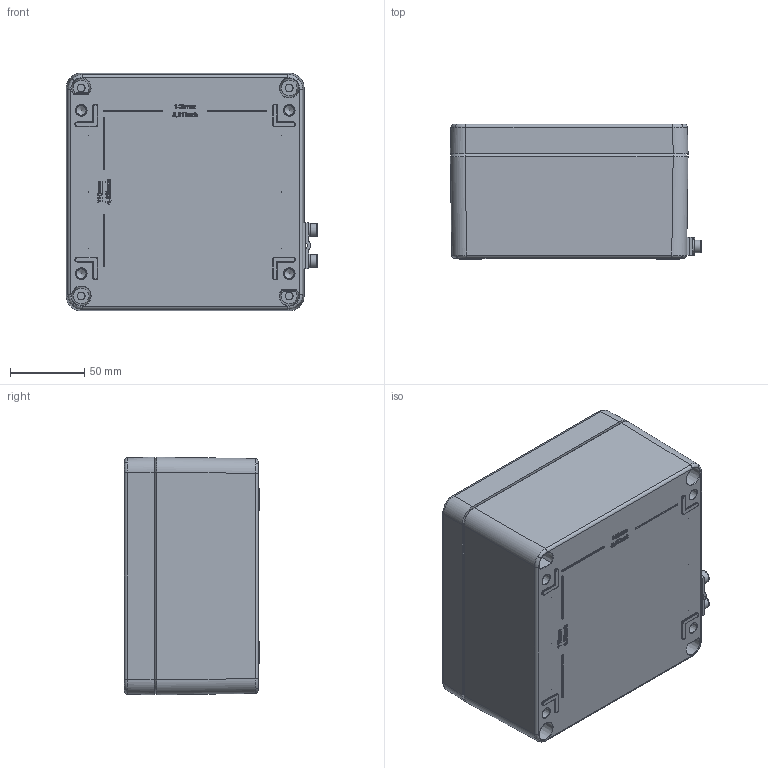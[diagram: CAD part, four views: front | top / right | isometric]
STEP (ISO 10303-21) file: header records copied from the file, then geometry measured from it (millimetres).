
FILE_DESCRIPTION(/* description */ (''),/* implementation_level */ '2;1');
FILE_NAME(/* name */ '15161609000-RST.stp',/* time_stamp */ '2021-09-08T10:45:38+02:00',/* author */ ('sl'),/* organization */ (''),/* preprocessor_version */ 'ST-DEVELOPER v16.5',/* originating_system */ 'Autodesk Inventor 2017',/* authorisation */ '');
FILE_SCHEMA (('AUTOMOTIVE_DESIGN { 1 0 10303 214 3 1 1 }'));
Products named in the file (13): Alu-Ex-Gehäuse-19-BG-0001-15_161609_000; Deckel-Alu-Ex-Gehäuse-19-BG-0002-15_161609_000; Deckel-Alu-Ex-Gehäuse-19-BT-0001-15_161609_000; Deckellippe-Alu-Ex-Gehäuse-19-BT-0003-15_161609_00
0; Erdung92081; UT-Alu-Ex-Gehäuse-19-BG-0003-15_161609_000; UT-Alu-Ex-Gehäuse-19-BT-0002-15_161609_000; Dop-Erdungsschraube1; Dop-Erdungsschraube-Teil1; Dop-Erdungsschraube-Teil6; Dop-Erdungsschraube-Teil5; Dop-Erdungsschraube-Teil7; SchraubeM6x25-10
Assembly tree (17 placements, depth 4):
  Alu-Ex-Gehäuse-19-BG-0001-15_161609_000
    Deckel-Alu-Ex-Gehäuse-19-BG-0002-15_161609_000
      Deckel-Alu-Ex-Gehäuse-19-BT-0001-15_161609_000
      Deckellippe-Alu-Ex-Gehäuse-19-BT-0003-15_161609_00
0
      Erdung92081
    UT-Alu-Ex-Gehäuse-19-BG-0003-15_161609_000
      UT-Alu-Ex-Gehäuse-19-BT-0002-15_161609_000
      Dop-Erdungsschraube1
        Dop-Erdungsschraube-Teil1
        Dop-Erdungsschraube-Teil5  x2
        Dop-Erdungsschraube-Teil6
        Dop-Erdungsschraube-Teil7  x2
    SchraubeM6x25-10  x4
Bounding box: 169.17 x 91 x 160 mm (x, y, z)
Volume: 573617 mm3; surface area: 240174.9 mm2
Topology: 14 solids, 14 shells, 1441 faces, 3495 edges, 2183 vertices
Faces by surface type: plane 641, bspline 384, cylinder 253, cone 99, torus 64
Full cylindrical faces by diameter (mm): 1.8 x1, 1.9 x1, 4.7 x1, 5 x15, 5.3 x4, 5.95 x4, 6 x4, 6.15 x4, 6.5 x5, 8 x1, 8.5 x2, 10 x4
Entity records: 60719 total; most frequent: CARTESIAN_POINT 32140, ORIENTED_EDGE 6130, DIRECTION 4943, EDGE_CURVE 3065, VERTEX_POINT 1985, LINE 1713, VECTOR 1713, EDGE_LOOP 1616
